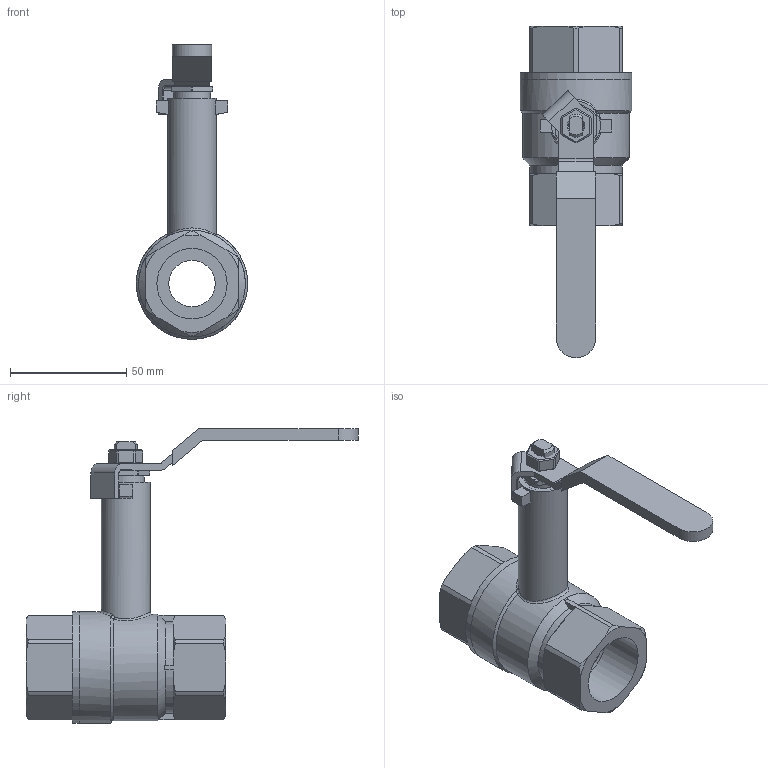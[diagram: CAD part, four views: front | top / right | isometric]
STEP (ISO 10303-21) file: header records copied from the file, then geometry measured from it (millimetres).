
FILE_DESCRIPTION(/* description */ ('Unknown'),/* implementation_level */ '2;1');
FILE_NAME(/* name */ '758-06',/* time_stamp */ '2022-08-09T08:49:08+02:00',/* author */ ('Unknown'),/* organization */ ('Unknown'),/* preprocessor_version */ 'ST-DEVELOPER v16.7',/* originating_system */ 'Solid Edge',/* authorisation */ 'Unknown');
FILE_SCHEMA (('AUTOMOTIVE_DESIGN {1 0 10303 214 3 1 1}'));
Length unit declared in the file: millimetre
Products named in the file (15): 758-06-1_DN25; Stahlgriff .025; Stahlgriff ; Stahlgriff Ummantelung ; 758-06-1; Spindeldichtung 758-06_1; Einschraubteil 758-06_1; Körper 758-06_1; Kugel montiert 758-06-1; Kugeldichtung 758-06_1; Kugel 758-06_1; Stopfbuchse 758-06_1; Spindel 758-06_1; O-Ring 758-06-1; M8
Assembly tree (16 placements, depth 4):
  758-06-1_DN25
    Stahlgriff .025
      Stahlgriff 
      Stahlgriff Ummantelung 
    758-06-1
      Spindeldichtung 758-06_1
      Einschraubteil 758-06_1
      Körper 758-06_1
      Kugel montiert 758-06-1
        Kugeldichtung 758-06_1  x2
        Kugel 758-06_1
      Stopfbuchse 758-06_1
      Spindel 758-06_1
      O-Ring 758-06-1  x2
    M8
Bounding box: 48 x 143.07 x 127 mm (x, y, z)
Volume: 102134.3 mm3; surface area: 64755.6 mm2
Topology: 13 solids, 13 shells, 282 faces, 707 edges, 465 vertices
Faces by surface type: plane 137, cylinder 80, cone 53, torus 6, bspline 4, sphere 2
Full cylindrical faces by diameter (mm): 6.647 x1, 9.8 x2, 11 x1, 12 x2, 12.1 x1, 13 x4, 14.376 x2, 16 x1, 16.3 x1, 18 x2, 20 x1, 21 x1, 25 x4, 28 x1, 30.291 x4, 33 x4, 40.376 x2, 42 x1, 42.5 x1, 46 x1, 48 x2
Entity records: 9732 total; most frequent: CARTESIAN_POINT 1777, DIRECTION 1289, ORIENTED_EDGE 1210, EDGE_CURVE 605, AXIS2_PLACEMENT_3D 500, VERTEX_POINT 432, FACE_BOUND 371, EDGE_LOOP 370
